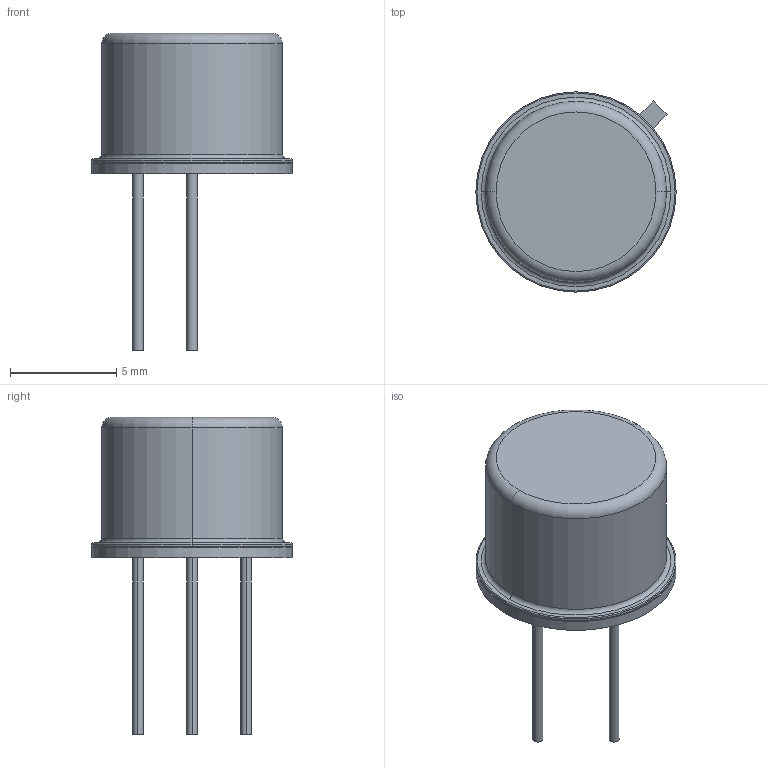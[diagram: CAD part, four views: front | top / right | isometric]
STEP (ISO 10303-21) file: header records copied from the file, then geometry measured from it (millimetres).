
FILE_DESCRIPTION((''),'2;1');
FILE_NAME('TO-39.stp','2010-07-21T15:34:42',(''),(''),'Mechanical Desktop 2010','Mechanical Desktop 2010',', , ');
FILE_SCHEMA(('AUTOMOTIVE_DESIGN { 1 2 10303 214 1 1 1 1 }'));
Length unit declared in the file: millimetre
Products named in the file (1): Product
Bounding box: 9.4 x 9.4 x 14.9 mm (x, y, z)
Volume: 438.3 mm3; surface area: 750.2 mm2
Topology: 7 solids, 7 shells, 36 faces, 60 edges, 38 vertices
Faces by surface type: plane 17, cylinder 11, torus 6, cone 2
Entity records: 893 total; most frequent: DIRECTION 172, CARTESIAN_POINT 135, ORIENTED_EDGE 120, AXIS2_PLACEMENT_3D 75, EDGE_CURVE 60, VERTEX_POINT 38, CIRCLE 38, EDGE_LOOP 36
